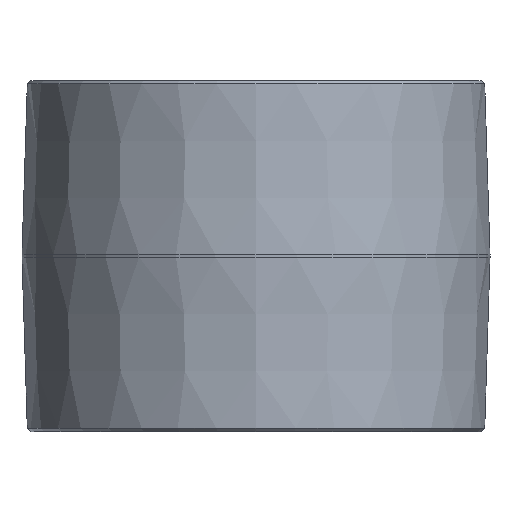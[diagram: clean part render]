
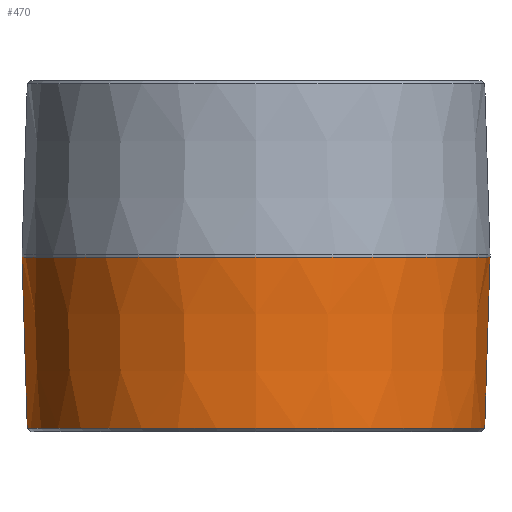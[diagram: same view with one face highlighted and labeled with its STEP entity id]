
A CAD part, front view. The second image highlights one B-rep face of the part: STEP entity #470.
In plain terms, the highlighted conical face has half-angle 1.78 degrees and reference radius 44.45 mm.
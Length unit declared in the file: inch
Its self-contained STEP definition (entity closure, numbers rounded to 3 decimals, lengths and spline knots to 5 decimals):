
#9 = LINE ( 'NONE', #311, #166 ) ;
#13 = CARTESIAN_POINT ( 'NONE',  ( -1.7103, 0., 0.02499 ) ) ;
#18 = ORIENTED_EDGE ( 'NONE', *, *, #480, .T. ) ;
#41 = ORIENTED_EDGE ( 'NONE', *, *, #531, .T. ) ;
#89 = DIRECTION ( 'NONE',  ( -1., 0., 0. ) ) ;
#95 = EDGE_LOOP ( 'NONE', ( #282, #41, #136, #18 ) ) ;
#104 = VERTEX_POINT ( 'NONE', #298 ) ;
#128 = AXIS2_PLACEMENT_3D ( 'NONE', #372, #352, #299 ) ;
#131 = DIRECTION ( 'NONE',  ( 0., 0., -1. ) ) ;
#136 = ORIENTED_EDGE ( 'NONE', *, *, #279, .T. ) ;
#150 = AXIS2_PLACEMENT_3D ( 'NONE', #338, #288, #211 ) ;
#166 = VECTOR ( 'NONE', #444, 39.37008 ) ;
#172 = CARTESIAN_POINT ( 'NONE',  ( 0., 0., 1.3025 ) ) ;
#180 = VERTEX_POINT ( 'NONE', #222 ) ;
#188 = CARTESIAN_POINT ( 'NONE',  ( -1.75, 0., 1.3025 ) ) ;
#194 = VERTEX_POINT ( 'NONE', #13 ) ;
#198 = FACE_OUTER_BOUND ( 'NONE', #95, .T. ) ;
#208 = CIRCLE ( 'NONE', #446, 1.75 ) ;
#211 = DIRECTION ( 'NONE',  ( -1., 0., 0. ) ) ;
#219 = VERTEX_POINT ( 'NONE', #395 ) ;
#222 = CARTESIAN_POINT ( 'NONE',  ( -1.75, 0., 1.3025 ) ) ;
#279 = EDGE_CURVE ( 'NONE', #104, #219, #9, .T. ) ;
#282 = ORIENTED_EDGE ( 'NONE', *, *, #358, .F. ) ;
#288 = DIRECTION ( 'NONE',  ( 0., 0., 1. ) ) ;
#298 = CARTESIAN_POINT ( 'NONE',  ( 1.7103, 0., 0.02499 ) ) ;
#299 = DIRECTION ( 'NONE',  ( 1., 0., 0. ) ) ;
#311 = CARTESIAN_POINT ( 'NONE',  ( 1.75, 0., 1.3025 ) ) ;
#325 = DIRECTION ( 'NONE',  ( -0.031, 0., 1. ) ) ;
#338 = CARTESIAN_POINT ( 'NONE',  ( 0., 0., 0.02499 ) ) ;
#352 = DIRECTION ( 'NONE',  ( 0., 0., 1. ) ) ;
#358 = EDGE_CURVE ( 'NONE', #194, #180, #452, .T. ) ;
#367 = VECTOR ( 'NONE', #325, 39.37008 ) ;
#372 = CARTESIAN_POINT ( 'NONE',  ( 0., 0., 1.3025 ) ) ;
#395 = CARTESIAN_POINT ( 'NONE',  ( 1.75, 0., 1.3025 ) ) ;
#444 = DIRECTION ( 'NONE',  ( 0.031, 0., 1. ) ) ;
#446 = AXIS2_PLACEMENT_3D ( 'NONE', #172, #131, #89 ) ;
#452 = LINE ( 'NONE', #188, #367 ) ;
#470 = ADVANCED_FACE ( 'NONE', ( #198 ), #548, .T. ) ;
#480 = EDGE_CURVE ( 'NONE', #219, #180, #208, .T. ) ;
#504 = CIRCLE ( 'NONE', #150, 1.7103 ) ;
#531 = EDGE_CURVE ( 'NONE', #194, #104, #504, .T. ) ;
#548 = CONICAL_SURFACE ( 'NONE', #128, 1.75, 0.031 ) ;
